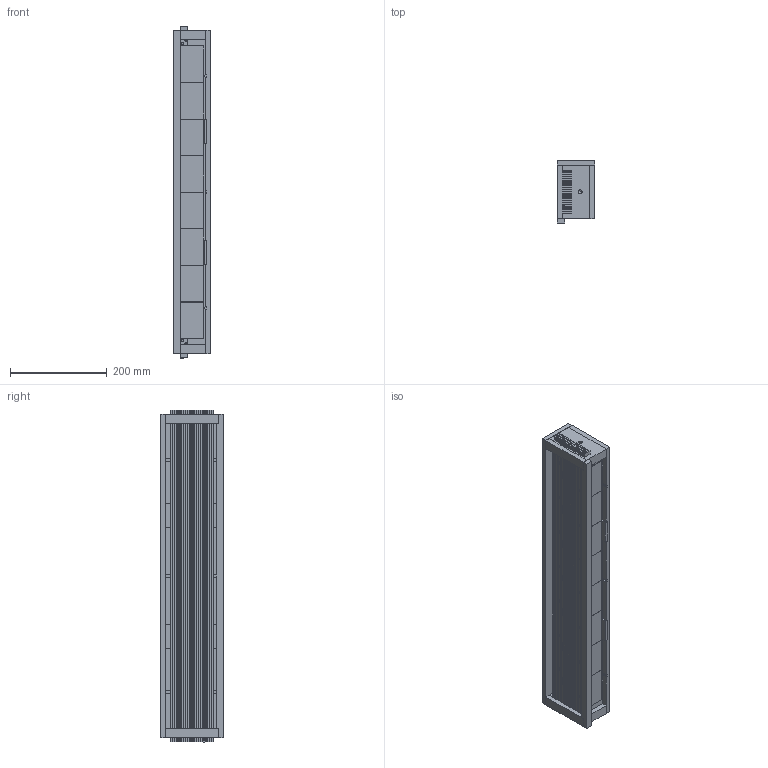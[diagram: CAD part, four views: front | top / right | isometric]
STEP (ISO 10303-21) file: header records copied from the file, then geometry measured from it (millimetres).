
FILE_DESCRIPTION(/* description */ ('Калориметр'),/* implementation_level */ '2;1');
FILE_NAME(/* name */ 'Калориметр.stp',/* time_stamp */ '2021-07-01T10:41:41+03:00',/* author */ ('User'),/* organization */ (''),/* preprocessor_version */ 'ST-DEVELOPER v18',/* originating_system */ 'Autodesk Inventor 2020',/* authorisation */ '');
FILE_SCHEMA (('AUTOMOTIVE_DESIGN { 1 0 10303 214 3 1 1 }'));
Length unit declared in the file: millimetre
Products named in the file (13): 3257.0000.00; Корпус калориметра; Основание корпуса; Боковая стенка; Задняя стенка; Крышка; Передняя стенка; Гребенка; Пластина поглотителя; Поглотитель сб; Поглотитель; Ушко поглотителя; Детектор
Assembly tree (42 placements, depth 4):
  3257.0000.00
    Корпус калориметра
      Основание корпуса
      Боковая стенка  x2
      Задняя стенка
      Крышка  x2
      Передняя стенка
      Гребенка  x2
    Пластина поглотителя  x20
      Поглотитель сб
        Поглотитель
        Ушко поглотителя  x2
      Детектор
Bounding box: 77 x 130 x 687 mm (x, y, z)
Volume: 4666544.3 mm3; surface area: 3364291.7 mm2
Topology: 229 solids, 229 shells, 3082 faces, 7954 edges, 5330 vertices
Faces by surface type: plane 2478, cylinder 602, cone 2
Full cylindrical faces by diameter (mm): 4 x240, 8 x2
Entity records: 13724 total; most frequent: CARTESIAN_POINT 2394, ORIENTED_EDGE 2320, DIRECTION 2128, EDGE_CURVE 1160, LINE 1110, VECTOR 1110, VERTEX_POINT 775, AXIS2_PLACEMENT_3D 509
